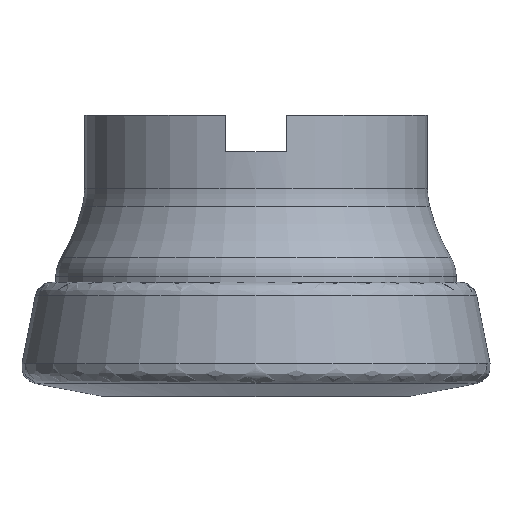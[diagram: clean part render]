
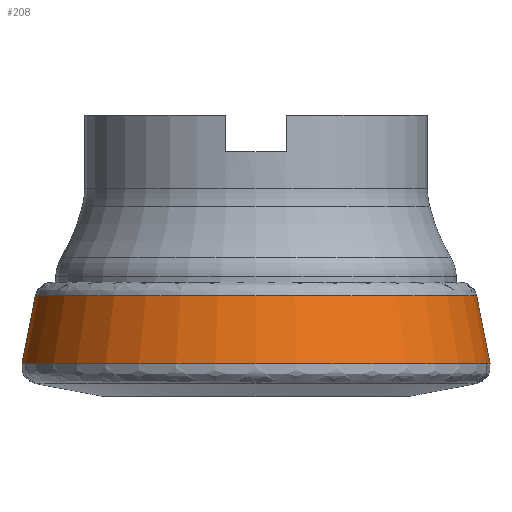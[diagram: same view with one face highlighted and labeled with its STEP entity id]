
A CAD part, front view. The second image highlights one B-rep face of the part: STEP entity #208.
In plain terms, the highlighted conical face has half-angle 11.051 degrees and reference radius 30.784 mm.
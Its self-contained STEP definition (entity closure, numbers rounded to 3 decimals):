
#208=ADVANCED_FACE('',(#264,#265),#248,.T.);
#248=CONICAL_SURFACE('',#784,30.784,11.051);
#264=FACE_BOUND('',#324,.T.);
#265=FACE_BOUND('',#325,.T.);
#324=EDGE_LOOP('',(#396));
#325=EDGE_LOOP('',(#397));
#396=ORIENTED_EDGE('',*,*,#575,.T.);
#397=ORIENTED_EDGE('',*,*,#574,.F.);
#521=VERTEX_POINT('',#1100);
#522=VERTEX_POINT('',#1109);
#574=EDGE_CURVE('',#521,#521,#639,.T.);
#575=EDGE_CURVE('',#522,#522,#640,.T.);
#639=CIRCLE('',#782,31.683);
#640=CIRCLE('',#783,29.885);
#782=AXIS2_PLACEMENT_3D('',#1099,#886,#887);
#783=AXIS2_PLACEMENT_3D('',#1108,#889,#890);
#784=AXIS2_PLACEMENT_3D('',#1110,#891,#892);
#886=DIRECTION('',(0.,0.,-1.));
#887=DIRECTION('',(0.,-1.,0.));
#889=DIRECTION('',(0.,0.,-1.));
#890=DIRECTION('',(0.,-1.,0.));
#891=DIRECTION('',(0.,0.,-1.));
#892=DIRECTION('',(0.,-1.,0.));
#1099=CARTESIAN_POINT('',(0.,0.,-33.645));
#1100=CARTESIAN_POINT('',(0.,-31.683,-33.645));
#1108=CARTESIAN_POINT('',(0.,0.,-24.443));
#1109=CARTESIAN_POINT('',(0.,-29.885,-24.443));
#1110=CARTESIAN_POINT('',(0.,0.,-29.044));
